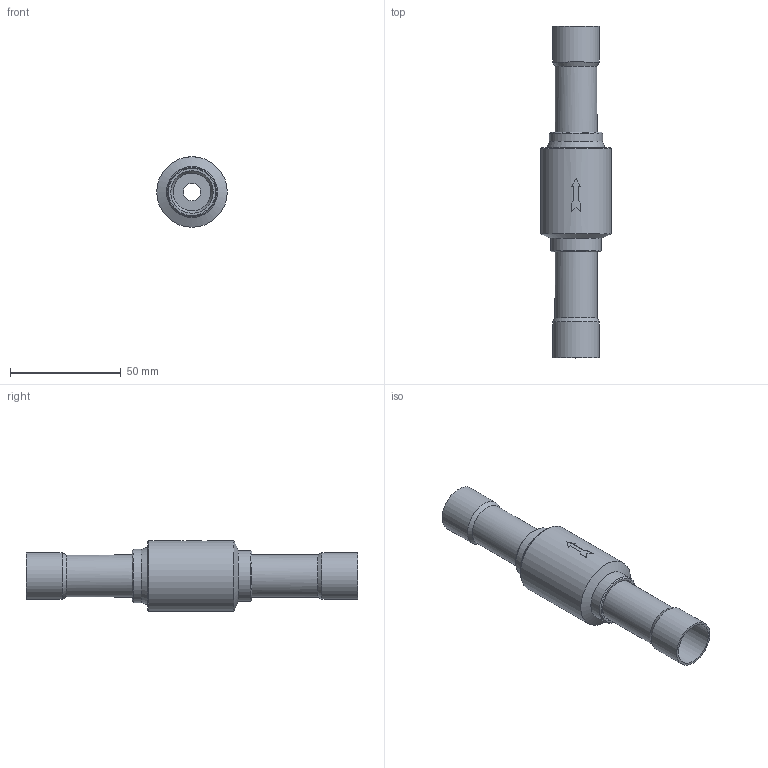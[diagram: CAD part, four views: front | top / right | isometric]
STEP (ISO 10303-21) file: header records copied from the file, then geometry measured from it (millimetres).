
FILE_DESCRIPTION(/* description */ (''),/* implementation_level */ '2;1');
FILE_NAME(/* name */ '020-1019R.stp',/* time_stamp */ '2022-08-11T15:23:20+03:00',/* author */ ('U403152'),/* organization */ (''),/* preprocessor_version */ 'ST-DEVELOPER v18.1',/* originating_system */ 'Autodesk Inventor 2020',/* authorisation */ '');
FILE_SCHEMA (('AUTOMOTIVE_DESIGN { 1 0 10303 214 3 1 1 }'));
Length unit declared in the file: millimetre
Products named in the file (1): Part1
Bounding box: 31.8 x 150 x 31.8 mm (x, y, z)
Volume: 36436.9 mm3; surface area: 20212.9 mm2
Topology: 1 solids, 1 shells, 56 faces, 155 edges, 110 vertices
Faces by surface type: cylinder 18, plane 17, cone 14, bspline 6, torus 1
Full cylindrical faces by diameter (mm): 8 x2, 10 x1, 14 x1, 15 x1, 16.6 x1, 17 x2, 19 x2, 19.2 x2, 21.2 x2, 23 x1, 24 x1, 31.8 x1
Entity records: 1963 total; most frequent: CARTESIAN_POINT 412, DIRECTION 336, ORIENTED_EDGE 310, EDGE_CURVE 155, AXIS2_PLACEMENT_3D 142, VERTEX_POINT 110, CIRCLE 91, EDGE_LOOP 67
